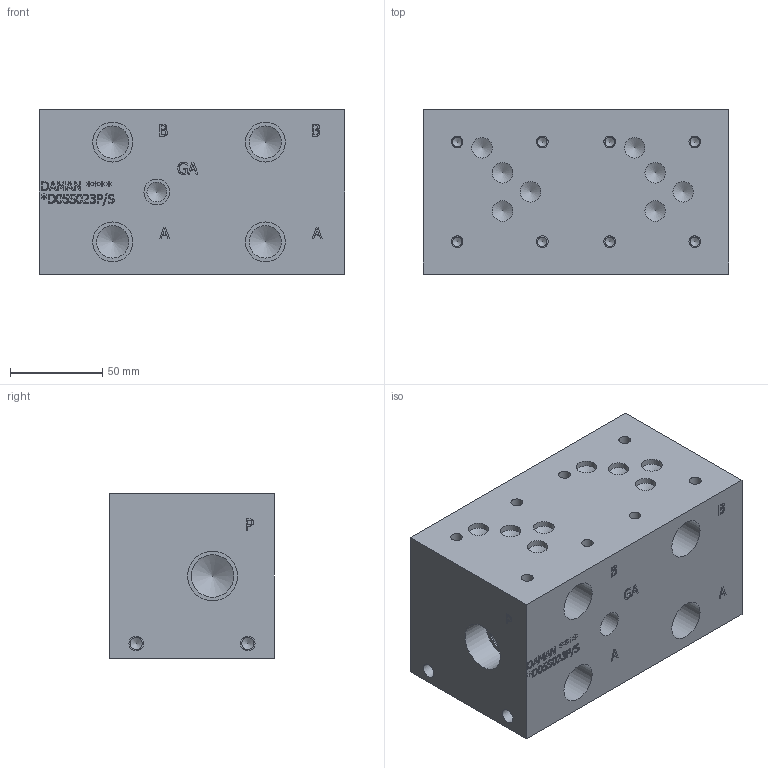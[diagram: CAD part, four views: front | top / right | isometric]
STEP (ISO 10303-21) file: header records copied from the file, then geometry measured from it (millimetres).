
FILE_DESCRIPTION(/* description */ (''),/* implementation_level */ '2;1');
FILE_NAME(/* name */ '_D05S023P_S.stp',/* time_stamp */ '2021-06-30T11:42:04-04:00',/* author */ ('trevorh'),/* organization */ (''),/* preprocessor_version */ 'ST-DEVELOPER v18',/* originating_system */ 'Autodesk Inventor 2020',/* authorisation */ '');
FILE_SCHEMA (('CONFIG_CONTROL_DESIGN'));
Length unit declared in the file: millimetre
Products named in the file (1): Part_AD05S023P~S_3D
Bounding box: 165.1 x 88.9 x 88.9 mm (x, y, z)
Volume: 1220698.1 mm3; surface area: 92816 mm2
Topology: 1 solids, 1 shells, 592 faces, 1628 edges, 1103 vertices
Faces by surface type: plane 335, bspline 173, cylinder 53, cone 31
Full cylindrical faces by diameter (mm): 5.105 x8, 6.35 x8, 6.528 x4, 7.925 x4, 10.719 x1, 11.125 x8, 12.7 x1, 13.868 x1, 17.475 x5, 21.59 x4, 22.225 x1, 23.012 x2, 23.698 x1, 25.4 x1, 26.187 x1, 26.924 x2, 27.381 x1
Entity records: 20076 total; most frequent: CARTESIAN_POINT 5545, ORIENTED_EDGE 3200, DIRECTION 2287, EDGE_CURVE 1600, VERTEX_POINT 1103, LINE 1061, VECTOR 1061, EDGE_LOOP 685
